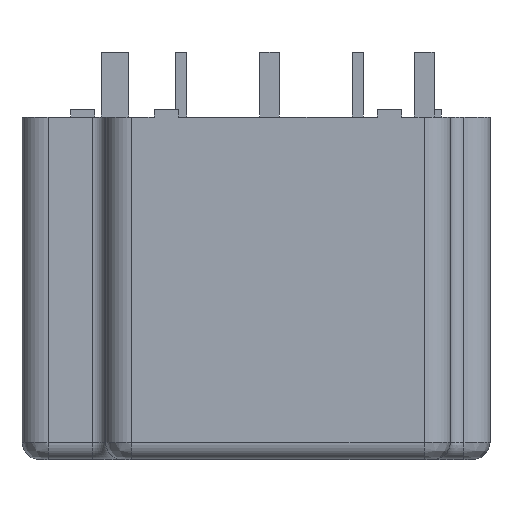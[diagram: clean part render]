
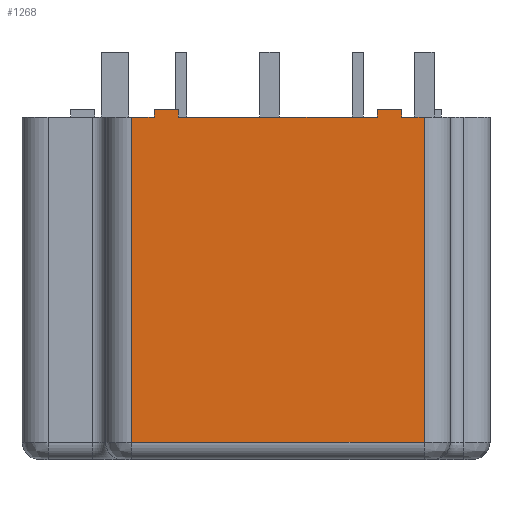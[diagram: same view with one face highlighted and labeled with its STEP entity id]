
A CAD part, front view. The second image highlights one B-rep face of the part: STEP entity #1268.
In plain terms, the highlighted planar face has unit normal (0, -1, 0).
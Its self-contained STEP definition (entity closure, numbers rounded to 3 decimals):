
#84=DIRECTION('',(1.,0.,0.));
#85=VECTOR('',#84,11.43);
#86=CARTESIAN_POINT('',(-5.232,-15.926,0.));
#87=LINE('',#86,#85);
#100=DIRECTION('',(1.,0.,0.));
#101=VECTOR('',#100,1.294);
#102=CARTESIAN_POINT('',(-7.924,-15.926,0.));
#103=LINE('',#102,#101);
#204=DIRECTION('',(1.,0.,0.));
#205=VECTOR('',#204,1.294);
#206=CARTESIAN_POINT('',(7.595,-15.926,0.));
#207=LINE('',#206,#205);
#288=DIRECTION('',(0.,0.,1.));
#289=VECTOR('',#288,0.406);
#290=CARTESIAN_POINT('',(7.595,-15.926,0.));
#291=LINE('',#290,#289);
#292=DIRECTION('',(-1.,0.,0.));
#293=VECTOR('',#292,16.812);
#294=CARTESIAN_POINT('',(8.889,-15.926,-18.685));
#295=LINE('',#294,#293);
#296=DIRECTION('',(0.,0.,-1.));
#297=VECTOR('',#296,18.685);
#298=CARTESIAN_POINT('',(-7.924,-15.926,0.));
#299=LINE('',#298,#297);
#300=DIRECTION('',(0.,0.,1.));
#301=VECTOR('',#300,0.406);
#302=CARTESIAN_POINT('',(-6.629,-15.926,0.));
#303=LINE('',#302,#301);
#304=DIRECTION('',(0.,0.,1.));
#305=VECTOR('',#304,0.406);
#306=CARTESIAN_POINT('',(6.198,-15.926,0.));
#307=LINE('',#306,#305);
#415=DIRECTION('',(0.,0.,-1.));
#416=VECTOR('',#415,18.685);
#417=CARTESIAN_POINT('',(8.889,-15.926,0.));
#418=LINE('',#417,#416);
#612=DIRECTION('',(1.,0.,0.));
#613=VECTOR('',#612,1.397);
#614=CARTESIAN_POINT('',(6.198,-15.926,0.406));
#615=LINE('',#614,#613);
#624=DIRECTION('',(1.,0.,0.));
#625=VECTOR('',#624,1.397);
#626=CARTESIAN_POINT('',(-6.629,-15.926,0.406));
#627=LINE('',#626,#625);
#688=DIRECTION('',(0.,0.,1.));
#689=VECTOR('',#688,0.406);
#690=CARTESIAN_POINT('',(-5.232,-15.926,0.));
#691=LINE('',#690,#689);
#878=CARTESIAN_POINT('',(-7.924,-15.926,0.));
#879=VERTEX_POINT('',#878);
#880=CARTESIAN_POINT('',(8.889,-15.926,0.));
#882=VERTEX_POINT('',#880);
#944=CARTESIAN_POINT('',(7.595,-15.926,0.406));
#946=VERTEX_POINT('',#944);
#950=CARTESIAN_POINT('',(6.198,-15.926,0.406));
#951=VERTEX_POINT('',#950);
#952=CARTESIAN_POINT('',(-6.629,-15.926,0.406));
#953=CARTESIAN_POINT('',(-5.232,-15.926,0.406));
#954=VERTEX_POINT('',#952);
#955=VERTEX_POINT('',#953);
#976=CARTESIAN_POINT('',(7.595,-15.926,0.));
#978=VERTEX_POINT('',#976);
#982=CARTESIAN_POINT('',(6.198,-15.926,0.));
#983=VERTEX_POINT('',#982);
#984=CARTESIAN_POINT('',(-5.232,-15.926,0.));
#986=VERTEX_POINT('',#984);
#990=CARTESIAN_POINT('',(-6.629,-15.926,0.));
#991=VERTEX_POINT('',#990);
#1030=CARTESIAN_POINT('',(8.889,-15.926,-18.685));
#1031=VERTEX_POINT('',#1030);
#1034=CARTESIAN_POINT('',(-7.924,-15.926,-18.685));
#1035=VERTEX_POINT('',#1034);
#1241=CARTESIAN_POINT('',(-7.924,-15.926,0.));
#1242=DIRECTION('',(0.,-1.,0.));
#1243=DIRECTION('',(1.,0.,0.));
#1244=AXIS2_PLACEMENT_3D('',#1241,#1242,#1243);
#1245=PLANE('',#1244);
#1247=ORIENTED_EDGE('',*,*,#1246,.T.);
#1249=ORIENTED_EDGE('',*,*,#1248,.F.);
#1250=ORIENTED_EDGE('',*,*,#1123,.T.);
#1252=ORIENTED_EDGE('',*,*,#1251,.T.);
#1254=ORIENTED_EDGE('',*,*,#1253,.T.);
#1256=ORIENTED_EDGE('',*,*,#1255,.F.);
#1257=ORIENTED_EDGE('',*,*,#1115,.T.);
#1259=ORIENTED_EDGE('',*,*,#1258,.T.);
#1261=ORIENTED_EDGE('',*,*,#1260,.T.);
#1262=ORIENTED_EDGE('',*,*,#1232,.F.);
#1263=ORIENTED_EDGE('',*,*,#1171,.T.);
#1265=ORIENTED_EDGE('',*,*,#1264,.T.);
#1266=EDGE_LOOP('',(#1247,#1249,#1250,#1252,#1254,#1256,#1257,#1259,#1261,#1262,
#1263,#1265));
#1267=FACE_OUTER_BOUND('',#1266,.F.);
#1268=ADVANCED_FACE('',(#1267),#1245,.T.);
#1115=EDGE_CURVE('',#986,#983,#87,.T.);
#1123=EDGE_CURVE('',#879,#991,#103,.T.);
#1171=EDGE_CURVE('',#978,#882,#207,.T.);
#1232=EDGE_CURVE('',#978,#946,#291,.T.);
#1246=EDGE_CURVE('',#1031,#1035,#295,.T.);
#1248=EDGE_CURVE('',#879,#1035,#299,.T.);
#1251=EDGE_CURVE('',#991,#954,#303,.T.);
#1253=EDGE_CURVE('',#954,#955,#627,.T.);
#1255=EDGE_CURVE('',#986,#955,#691,.T.);
#1258=EDGE_CURVE('',#983,#951,#307,.T.);
#1260=EDGE_CURVE('',#951,#946,#615,.T.);
#1264=EDGE_CURVE('',#882,#1031,#418,.T.);
